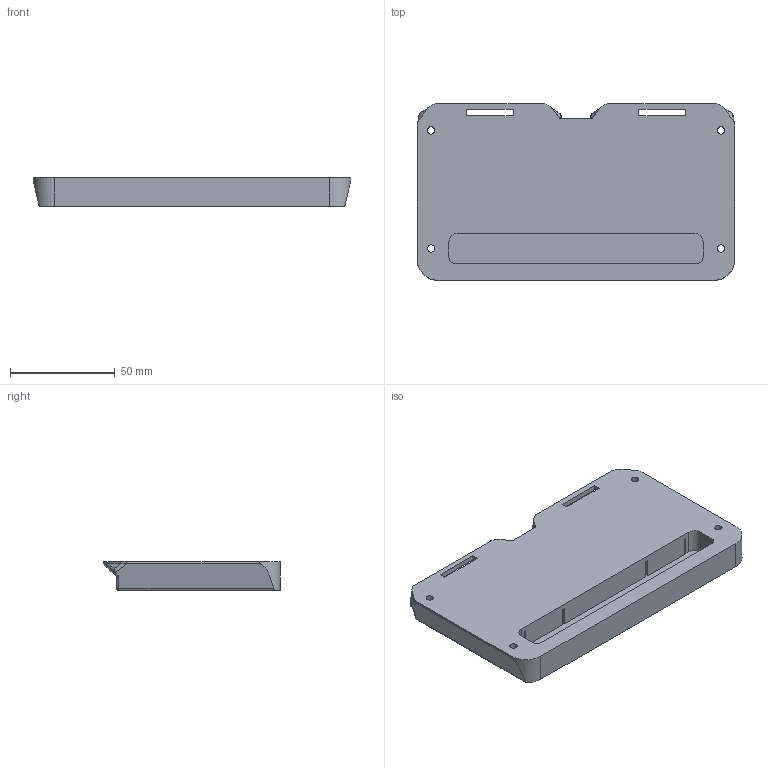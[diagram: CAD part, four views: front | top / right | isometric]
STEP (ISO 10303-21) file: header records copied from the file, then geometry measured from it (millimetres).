
FILE_DESCRIPTION(/* description */ (''),/* implementation_level */ '2;1');
FILE_NAME(/* name */ '2bat_basic_battery-slot.step',/* time_stamp */ '2022-12-18T16:16:54+01:00',/* author */ (''),/* organization */ (''),/* preprocessor_version */ 'ST-DEVELOPER v19.2',/* originating_system */ 'Autodesk Translation Framework v11.17.0.187',/* authorisation */ '');
FILE_SCHEMA (('AUTOMOTIVE_DESIGN { 1 0 10303 214 3 1 1 }'));
Length unit declared in the file: millimetre
Products named in the file (1): 2bat_basic_battery-slot
Bounding box: 151.36 x 84.13 x 13.5 mm (x, y, z)
Volume: 83361.5 mm3; surface area: 37692.6 mm2
Topology: 1 solids, 1 shells, 197 faces, 525 edges, 314 vertices
Faces by surface type: cylinder 78, plane 63, bspline 36, torus 10, sphere 6, cone 4
Full cylindrical faces by diameter (mm): 3.5 x4
Entity records: 7262 total; most frequent: CARTESIAN_POINT 2393, ORIENTED_EDGE 1036, DIRECTION 998, EDGE_CURVE 518, AXIS2_PLACEMENT_3D 357, VERTEX_POINT 314, LINE 284, VECTOR 284
